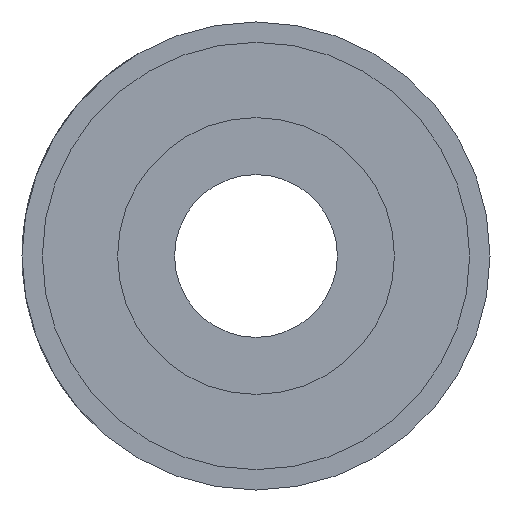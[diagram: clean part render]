
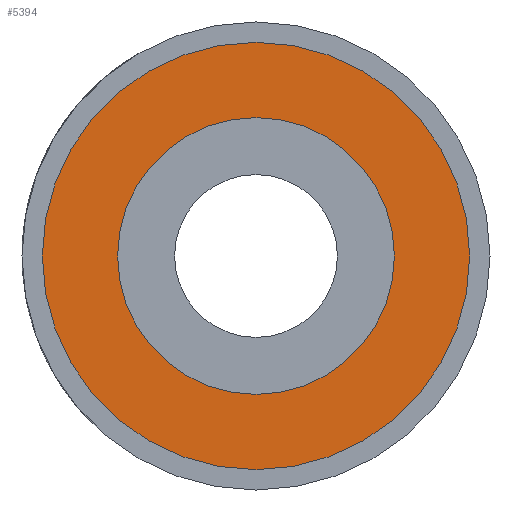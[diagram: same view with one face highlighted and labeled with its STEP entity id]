
A CAD part, left-side view. The second image highlights one B-rep face of the part: STEP entity #5394.
In plain terms, the highlighted planar face has unit normal (-1, 0, 0).
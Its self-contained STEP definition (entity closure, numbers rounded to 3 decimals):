
#90 = VERTEX_POINT ( 'NONE', #1637 ) ;
#344 = FACE_BOUND ( 'NONE', #4853, .T. ) ;
#727 = CARTESIAN_POINT ( 'NONE',  ( 0., 0., 0. ) ) ;
#732 = DIRECTION ( 'NONE',  ( 0., 0., -1. ) ) ;
#794 = VERTEX_POINT ( 'NONE', #968 ) ;
#968 = CARTESIAN_POINT ( 'NONE',  ( 0., 0., -10.5 ) ) ;
#1100 = EDGE_CURVE ( 'NONE', #794, #5805, #6964, .T. ) ;
#1123 = EDGE_CURVE ( 'NONE', #6574, #90, #5876, .T. ) ;
#1408 = CIRCLE ( 'NONE', #9011, 6.8 ) ;
#1506 = CARTESIAN_POINT ( 'NONE',  ( 0., 0., 0. ) ) ;
#1637 = CARTESIAN_POINT ( 'NONE',  ( 0., 0., -6.8 ) ) ;
#2015 = ORIENTED_EDGE ( 'NONE', *, *, #5319, .T. ) ;
#2050 = DIRECTION ( 'NONE',  ( 0., 0., 1. ) ) ;
#2487 = AXIS2_PLACEMENT_3D ( 'NONE', #2975, #4992, #732 ) ;
#2575 = DIRECTION ( 'NONE',  ( -1., 0., 0. ) ) ;
#2975 = CARTESIAN_POINT ( 'NONE',  ( 0., 0., 0. ) ) ;
#3095 = EDGE_CURVE ( 'NONE', #90, #6574, #1408, .T. ) ;
#3193 = ORIENTED_EDGE ( 'NONE', *, *, #1100, .T. ) ;
#3309 = CARTESIAN_POINT ( 'NONE',  ( 0., 0., 0. ) ) ;
#3482 = CARTESIAN_POINT ( 'NONE',  ( 0., 0., 10.5 ) ) ;
#4255 = DIRECTION ( 'NONE',  ( 0., 0., -1. ) ) ;
#4378 = CARTESIAN_POINT ( 'NONE',  ( 0., 0., 6.8 ) ) ;
#4518 = ORIENTED_EDGE ( 'NONE', *, *, #3095, .F. ) ;
#4649 = DIRECTION ( 'NONE',  ( 1., 0., 0. ) ) ;
#4853 = EDGE_LOOP ( 'NONE', ( #8620, #4518 ) ) ;
#4992 = DIRECTION ( 'NONE',  ( -1., 0., 0. ) ) ;
#5319 = EDGE_CURVE ( 'NONE', #5805, #794, #9402, .T. ) ;
#5394 = ADVANCED_FACE ( 'NONE', ( #344, #5466 ), #5423, .F. ) ;
#5423 = PLANE ( 'NONE',  #6760 ) ;
#5466 = FACE_OUTER_BOUND ( 'NONE', #8807, .T. ) ;
#5805 = VERTEX_POINT ( 'NONE', #3482 ) ;
#5876 = CIRCLE ( 'NONE', #2487, 6.8 ) ;
#6290 = DIRECTION ( 'NONE',  ( 0., 0., 1. ) ) ;
#6574 = VERTEX_POINT ( 'NONE', #4378 ) ;
#6650 = AXIS2_PLACEMENT_3D ( 'NONE', #1506, #7334, #2050 ) ;
#6760 = AXIS2_PLACEMENT_3D ( 'NONE', #3309, #4649, #7623 ) ;
#6964 = CIRCLE ( 'NONE', #6650, 10.5 ) ;
#7334 = DIRECTION ( 'NONE',  ( -1., 0., 0. ) ) ;
#7623 = DIRECTION ( 'NONE',  ( 0., 0., -1. ) ) ;
#8444 = CARTESIAN_POINT ( 'NONE',  ( 0., 0., 0. ) ) ;
#8620 = ORIENTED_EDGE ( 'NONE', *, *, #1123, .F. ) ;
#8633 = AXIS2_PLACEMENT_3D ( 'NONE', #8444, #2575, #6290 ) ;
#8807 = EDGE_LOOP ( 'NONE', ( #2015, #3193 ) ) ;
#8888 = DIRECTION ( 'NONE',  ( -1., 0., 0. ) ) ;
#9011 = AXIS2_PLACEMENT_3D ( 'NONE', #727, #8888, #4255 ) ;
#9402 = CIRCLE ( 'NONE', #8633, 10.5 ) ;
